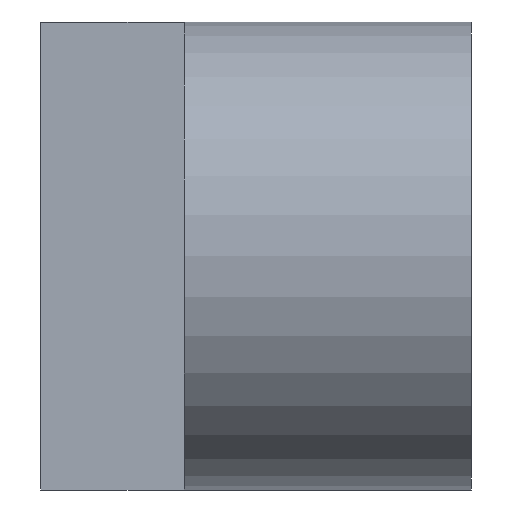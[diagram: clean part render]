
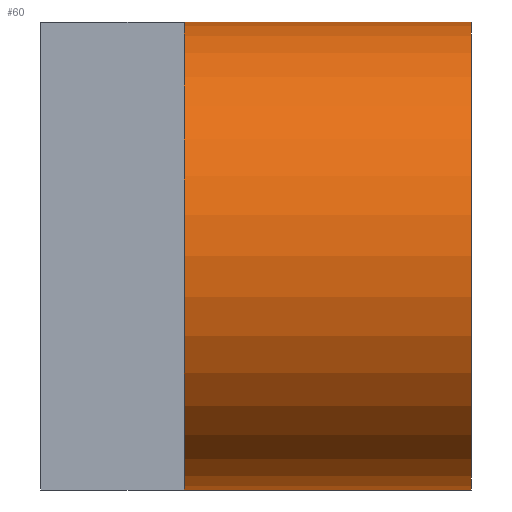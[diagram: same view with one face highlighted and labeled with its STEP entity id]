
A CAD part, left-side view. The second image highlights one B-rep face of the part: STEP entity #60.
In plain terms, the highlighted cylindrical face has radius 16.3 mm (diameter 32.6 mm), a partial arc.
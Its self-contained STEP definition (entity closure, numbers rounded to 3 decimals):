
#33 = DIRECTION ( 'NONE',  ( 0., 0., 1. ) ) ;
#34 = DIRECTION ( 'NONE',  ( 0., 1., 0. ) ) ;
#41 = AXIS2_PLACEMENT_3D ( 'NONE', #241, #34, #33 ) ;
#46 = CYLINDRICAL_SURFACE ( 'NONE', #41, 16.3 ) ;
#60 = ADVANCED_FACE ( 'NONE', ( #228 ), #46, .T. ) ;
#61 = ORIENTED_EDGE ( 'NONE', *, *, #131, .T. ) ;
#62 = ORIENTED_EDGE ( 'NONE', *, *, #181, .F. ) ;
#64 = ORIENTED_EDGE ( 'NONE', *, *, #219, .T. ) ;
#108 = EDGE_CURVE ( 'NONE', #165, #175, #316, .T. ) ;
#109 = ORIENTED_EDGE ( 'NONE', *, *, #108, .F. ) ;
#112 = EDGE_LOOP ( 'NONE', ( #62, #109, #61, #64 ) ) ;
#131 = EDGE_CURVE ( 'NONE', #165, #179, #330, .T. ) ;
#165 = VERTEX_POINT ( 'NONE', #407 ) ;
#175 = VERTEX_POINT ( 'NONE', #435 ) ;
#177 = VERTEX_POINT ( 'NONE', #434 ) ;
#179 = VERTEX_POINT ( 'NONE', #446 ) ;
#181 = EDGE_CURVE ( 'NONE', #175, #177, #444, .T. ) ;
#219 = EDGE_CURVE ( 'NONE', #179, #177, #494, .T. ) ;
#228 = FACE_OUTER_BOUND ( 'NONE', #112, .T. ) ;
#241 = CARTESIAN_POINT ( 'NONE',  ( 0., -30., 0. ) ) ;
#316 = CIRCLE ( 'NONE', #346, 16.3 ) ;
#330 = LINE ( 'NONE', #373, #372 ) ;
#343 = DIRECTION ( 'NONE',  ( 0., 0., -1. ) ) ;
#344 = DIRECTION ( 'NONE',  ( 0., -1., 0. ) ) ;
#345 = CARTESIAN_POINT ( 'NONE',  ( 0., -30., 0. ) ) ;
#346 = AXIS2_PLACEMENT_3D ( 'NONE', #345, #344, #343 ) ;
#371 = DIRECTION ( 'NONE',  ( 0., 1., 0. ) ) ;
#372 = VECTOR ( 'NONE', #371, 1000. ) ;
#373 = CARTESIAN_POINT ( 'NONE',  ( 0., -30., 16.3 ) ) ;
#407 = CARTESIAN_POINT ( 'NONE',  ( 0., -30., 16.3 ) ) ;
#434 = CARTESIAN_POINT ( 'NONE',  ( 0., -10., -16.3 ) ) ;
#435 = CARTESIAN_POINT ( 'NONE',  ( 0., -30., -16.3 ) ) ;
#436 = DIRECTION ( 'NONE',  ( 0., 1., 0. ) ) ;
#437 = VECTOR ( 'NONE', #436, 1000. ) ;
#438 = CARTESIAN_POINT ( 'NONE',  ( 0., -30., -16.3 ) ) ;
#444 = LINE ( 'NONE', #438, #437 ) ;
#446 = CARTESIAN_POINT ( 'NONE',  ( 0., -10., 16.3 ) ) ;
#483 = DIRECTION ( 'NONE',  ( 0., -1., 0. ) ) ;
#484 = CARTESIAN_POINT ( 'NONE',  ( 0., -10., 0. ) ) ;
#485 = AXIS2_PLACEMENT_3D ( 'NONE', #484, #483, #533 ) ;
#494 = CIRCLE ( 'NONE', #485, 16.3 ) ;
#533 = DIRECTION ( 'NONE',  ( 0., 0., -1. ) ) ;
